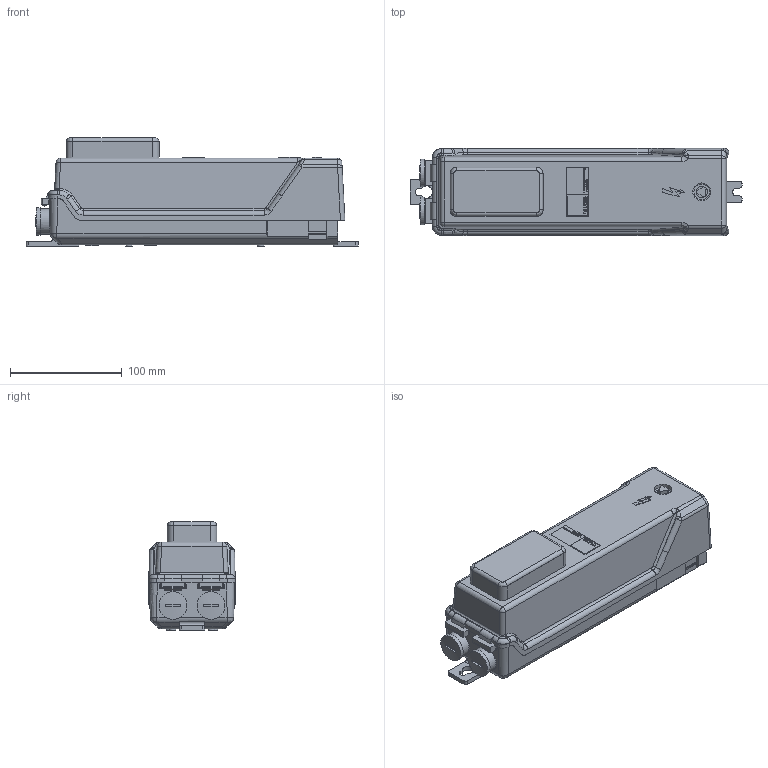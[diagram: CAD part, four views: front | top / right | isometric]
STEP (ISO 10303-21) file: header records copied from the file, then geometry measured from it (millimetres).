
FILE_DESCRIPTION( ( 'Unknown' ), '1' );
FILE_NAME( 'ELEQ LS-100 high 3D solid.stp', 'Unknown', ( 'GGr' ), ( 'Eleq' ), 'PSStep 17.0.49', 'Unknown', ' ' );
FILE_SCHEMA( ( 'AUTOMOTIVE_DESIGN { 1 0 10303 214 1 1 1 1 }' ) );
Length unit declared in the file: millimetre
Products named in the file (2): Blindstop M20x1.5-oa2
Bounding box: 297.1 x 78 x 96.77 mm (x, y, z)
Volume: 1435058.1 mm3; surface area: 103180.3 mm2
Topology: 2 solids, 6 shells, 806 faces, 2069 edges, 1341 vertices
Faces by surface type: plane 502, cylinder 176, extrusion 60, bspline 40, sphere 12, torus 9, cone 7
Full cylindrical faces by diameter (mm): 3.9 x1, 6 x5, 6.8 x1, 10 x1, 11 x2, 15.5 x2, 16 x1, 20 x6, 20.4 x2, 23 x2, 25 x2
Entity records: 37688 total; most frequent: CARTESIAN_POINT 12101, ORIENTED_EDGE 4006, DIRECTION 3705, EDGE_CURVE 2003, VECTOR 1443, LINE 1383, VERTEX_POINT 1323, AXIS2_PLACEMENT_3D 1131
